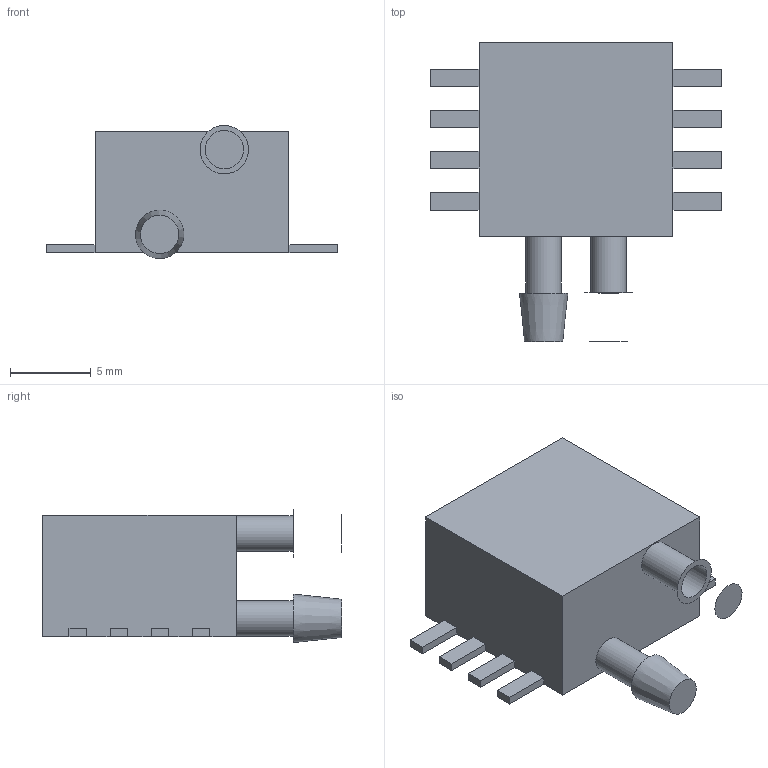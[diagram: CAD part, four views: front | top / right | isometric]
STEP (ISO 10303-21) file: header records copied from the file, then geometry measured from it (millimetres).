
FILE_DESCRIPTION(/* description */ ('','CAx-IF Rec.Pracs.---Representation and Presentation of Product Manufacturing Information (PMI)---4.0---2014-10-13'),/* implementation_level */ '2;1');
FILE_NAME(/* name */ '8b0e3d26-4f46-4083-8f48-cc2a96621fb4.step',/* time_stamp */ '2025-02-11T15:29:05Z',/* author */ (''),/* organization */ (''),/* preprocessor_version */ 'ST-DEVELOPER v20',/* originating_system */ 'Autodesk Translation Framework v13.20.0.188',/* authorisation */ '');
FILE_SCHEMA (('AP242_MANAGED_MODEL_BASED_3D_ENGINEERING_MIM_LF { 1 0 10303 442 1 1 4 }'));
Length unit declared in the file: millimetre
Products named in the file (1): XGZP6899x
Bounding box: 18 x 18.5 x 8.24 mm (x, y, z)
Volume: 1153.9 mm3; surface area: 831.8 mm2
Topology: 1 solids, 1 shells, 46 faces, 120 edges, 80 vertices
Faces by surface type: plane 42, cone 2, cylinder 2
Full cylindrical faces by diameter (mm): 2.2 x2
Entity records: 1425 total; most frequent: CARTESIAN_POINT 247, ORIENTED_EDGE 240, DIRECTION 222, EDGE_CURVE 120, LINE 112, VECTOR 112, VERTEX_POINT 80, AXIS2_PLACEMENT_3D 55
